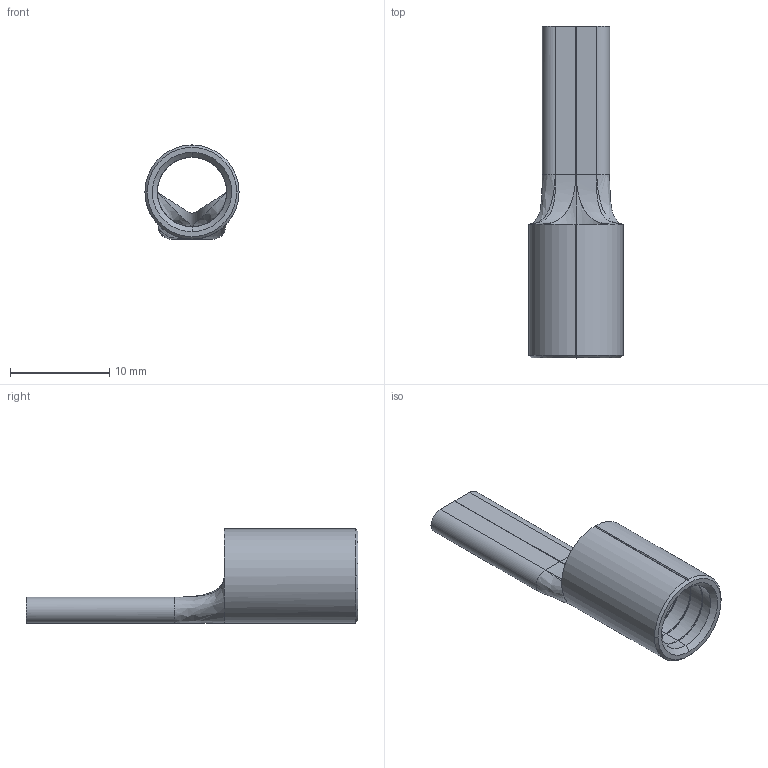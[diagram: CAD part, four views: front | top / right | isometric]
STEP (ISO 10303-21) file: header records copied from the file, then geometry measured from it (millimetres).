
FILE_DESCRIPTION (( 'STEP AP214' ), '1' );
FILE_NAME ('2040-082.STEP', '2024-09-12T13:26:12', ( '' ), ( '' ), 'SwSTEP 2.0', 'SolidWorks 2022', '' );
FILE_SCHEMA (( 'AUTOMOTIVE_DESIGN' ));
Length unit declared in the file: millimetre
Products named in the file (1): 2040-082
Bounding box: 9.5 x 33.5 x 9.5 mm (x, y, z)
Volume: 745.3 mm3; surface area: 1324 mm2
Topology: 1 solids, 1 shells, 136 faces, 352 edges, 230 vertices
Faces by surface type: plane 61, cylinder 37, bspline 34, cone 4
Entity records: 7620 total; most frequent: CARTESIAN_POINT 4676, ORIENTED_EDGE 692, DIRECTION 418, EDGE_CURVE 346, VERTEX_POINT 230, LINE 178, VECTOR 178, EDGE_LOOP 156
